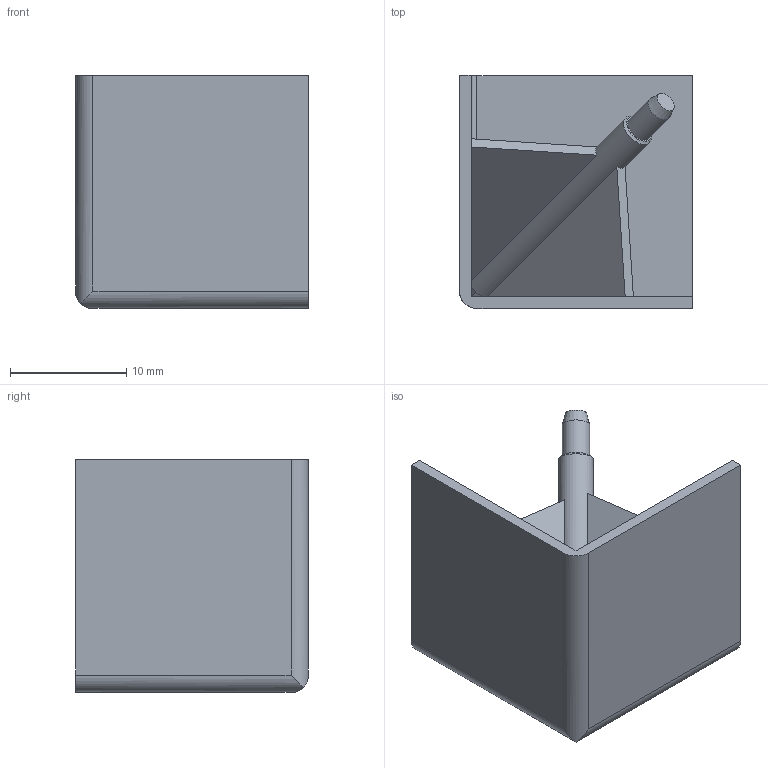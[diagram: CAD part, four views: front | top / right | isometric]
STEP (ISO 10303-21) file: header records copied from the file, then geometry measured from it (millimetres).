
FILE_DESCRIPTION (( 'STEP AP214' ), '1' );
FILE_NAME ('FIXE05E1098-Cache raccord d''angle 5 20x20x20.step', '2023-03-24T09:55:36', ( 'Altae' ), ( '' ), 'SwSTEP 2.0', 'SolidWorks 2021', '' );
FILE_SCHEMA (( 'AUTOMOTIVE_DESIGN' ));
Length unit declared in the file: millimetre
Products named in the file (1): FIXE05E1098-Cache raccord d''angle 5 20x20x20
Bounding box: 20 x 20 x 20 mm (x, y, z)
Volume: 1567.2 mm3; surface area: 3076.6 mm2
Topology: 1 solids, 2 shells, 47 faces, 122 edges, 79 vertices
Faces by surface type: plane 29, cone 9, cylinder 9
Entity records: 1518 total; most frequent: CARTESIAN_POINT 419, ORIENTED_EDGE 242, DIRECTION 195, EDGE_CURVE 121, VERTEX_POINT 79, VECTOR 65, AXIS2_PLACEMENT_3D 65, LINE 65
